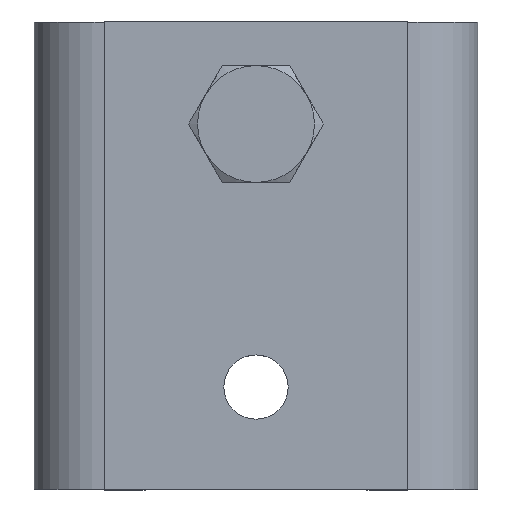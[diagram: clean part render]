
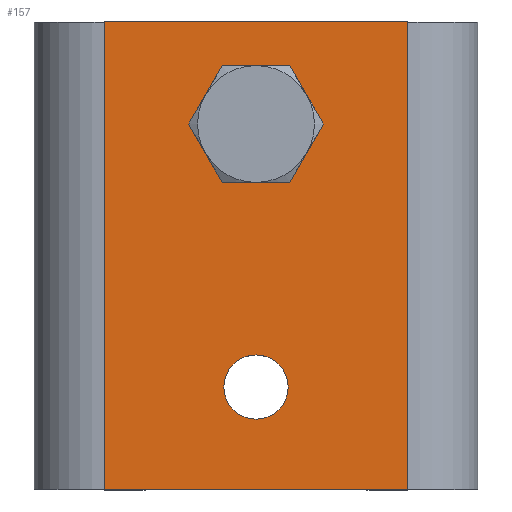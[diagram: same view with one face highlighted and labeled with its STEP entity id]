
A CAD part, top view. The second image highlights one B-rep face of the part: STEP entity #157.
In plain terms, the highlighted face is planar.
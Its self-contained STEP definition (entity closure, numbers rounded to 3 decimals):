
#157=ADVANCED_FACE('',(#325,#326,#327),#328,.T.);
#325=FACE_OUTER_BOUND('',#527,.T.);
#326=FACE_BOUND('',#528,.T.);
#327=FACE_BOUND('',#529,.T.);
#328=PLANE('',#530);
#527=EDGE_LOOP('',(#803,#804,#805,#806));
#528=EDGE_LOOP('',(#807));
#529=EDGE_LOOP('',(#808));
#530=AXIS2_PLACEMENT_3D('',#809,#810,#811);
#803=ORIENTED_EDGE('',*,*,#1212,.F.);
#804=ORIENTED_EDGE('',*,*,#1241,.F.);
#805=ORIENTED_EDGE('',*,*,#1243,.T.);
#806=ORIENTED_EDGE('',*,*,#1244,.T.);
#807=ORIENTED_EDGE('',*,*,#1164,.F.);
#808=ORIENTED_EDGE('',*,*,#1245,.F.);
#809=CARTESIAN_POINT('',(-13.,36.,-40.));
#810=DIRECTION('',(0.,1.,0.));
#811=DIRECTION('',(1.,0.,0.));
#1164=EDGE_CURVE('',#1356,#1356,#1357,.T.);
#1212=EDGE_CURVE('',#1438,#1440,#1441,.T.);
#1241=EDGE_CURVE('',#1487,#1438,#1489,.T.);
#1243=EDGE_CURVE('',#1487,#1491,#1492,.T.);
#1244=EDGE_CURVE('',#1491,#1440,#1493,.T.);
#1245=EDGE_CURVE('',#1494,#1494,#1495,.T.);
#1356=VERTEX_POINT('',#1645);
#1357=CIRCLE('',#1646,2.8);
#1438=VERTEX_POINT('',#1763);
#1440=VERTEX_POINT('',#1765);
#1441=LINE('',#1766,#1767);
#1487=VERTEX_POINT('',#1838);
#1489=LINE('',#1840,#1841);
#1491=VERTEX_POINT('',#1843);
#1492=LINE('',#1844,#1845);
#1493=LINE('',#1846,#1847);
#1494=VERTEX_POINT('',#1848);
#1495=CIRCLE('',#1849,2.75);
#1645=CARTESIAN_POINT('',(0.,36.,-28.45));
#1646=AXIS2_PLACEMENT_3D('',#2075,#2076,#2077);
#1763=CARTESIAN_POINT('',(13.,36.,0.));
#1765=CARTESIAN_POINT('',(-13.,36.,0.));
#1766=CARTESIAN_POINT('',(-13.,36.,0.));
#1767=VECTOR('',#2137,1.);
#1838=CARTESIAN_POINT('',(13.,36.,-40.));
#1840=CARTESIAN_POINT('',(13.,36.,-40.));
#1841=VECTOR('',#2178,1.);
#1843=CARTESIAN_POINT('',(-13.,36.,-40.));
#1844=CARTESIAN_POINT('',(-13.,36.,-40.));
#1845=VECTOR('',#2179,1.);
#1846=CARTESIAN_POINT('',(-13.,36.,-40.));
#1847=VECTOR('',#2180,1.);
#1848=CARTESIAN_POINT('',(0.,36.,-6.));
#1849=AXIS2_PLACEMENT_3D('',#2181,#2182,#2183);
#2075=CARTESIAN_POINT('',(0.,36.,-31.25));
#2076=DIRECTION('',(0.,1.,0.));
#2077=DIRECTION('',(0.,0.,1.));
#2137=DIRECTION('',(-1.,0.,0.));
#2178=DIRECTION('',(0.,0.,1.));
#2179=DIRECTION('',(-1.,0.,0.));
#2180=DIRECTION('',(0.,0.,1.));
#2181=CARTESIAN_POINT('',(0.,36.,-8.75));
#2182=DIRECTION('',(0.,1.,0.));
#2183=DIRECTION('',(0.,0.,1.));
